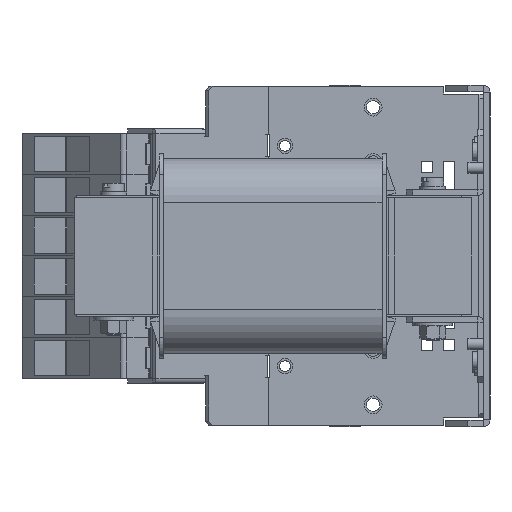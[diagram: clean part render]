
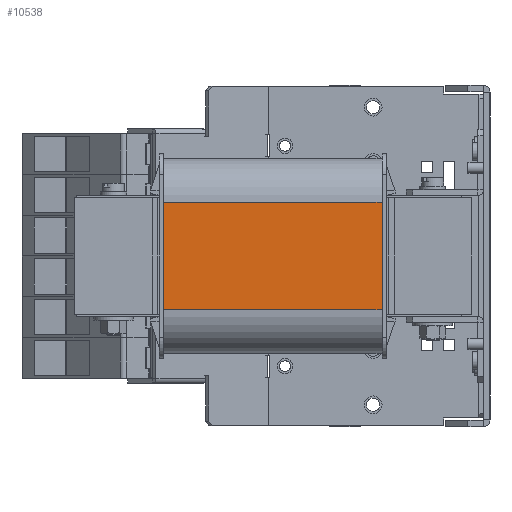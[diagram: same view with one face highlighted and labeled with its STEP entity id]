
A CAD part, left-side view. The second image highlights one B-rep face of the part: STEP entity #10538.
In plain terms, the highlighted planar face has unit normal (-1, 0, 0).
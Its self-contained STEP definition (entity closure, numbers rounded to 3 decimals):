
#2852 = DIRECTION ( 'NONE',  ( 0., 0., 1. ) ) ;
#3301 = VERTEX_POINT ( 'NONE', #7647 ) ;
#7070 = CARTESIAN_POINT ( 'NONE',  ( -34.85, 99.2, 44.3 ) ) ;
#7647 = CARTESIAN_POINT ( 'NONE',  ( -34.85, 0., -24.3 ) ) ;
#7736 = CARTESIAN_POINT ( 'NONE',  ( -34.85, 99.2, 44.3 ) ) ;
#9192 = LINE ( 'NONE', #17948, #20109 ) ;
#10538 = ADVANCED_FACE ( 'NONE', ( #42611 ), #43880, .F. ) ;
#10800 = VERTEX_POINT ( 'NONE', #43081 ) ;
#11890 = CARTESIAN_POINT ( 'NONE',  ( -34.85, 0., 24.3 ) ) ;
#17948 = CARTESIAN_POINT ( 'NONE',  ( -34.85, 99.2, 24.3 ) ) ;
#18692 = VECTOR ( 'NONE', #52795, 1000. ) ;
#20109 = VECTOR ( 'NONE', #22044, 1000. ) ;
#22044 = DIRECTION ( 'NONE',  ( 0., 1., 0. ) ) ;
#23570 = DIRECTION ( 'NONE',  ( 0., 0., -1. ) ) ;
#24583 = LINE ( 'NONE', #47884, #44967 ) ;
#25088 = ORIENTED_EDGE ( 'NONE', *, *, #36736, .T. ) ;
#29661 = ORIENTED_EDGE ( 'NONE', *, *, #47141, .T. ) ;
#33000 = VERTEX_POINT ( 'NONE', #40531 ) ;
#36736 = EDGE_CURVE ( 'NONE', #49302, #10800, #9192, .T. ) ;
#38629 = EDGE_CURVE ( 'NONE', #33000, #3301, #50660, .T. ) ;
#39736 = VECTOR ( 'NONE', #51605, 1000. ) ;
#40531 = CARTESIAN_POINT ( 'NONE',  ( -34.85, 99.2, -24.3 ) ) ;
#42611 = FACE_OUTER_BOUND ( 'NONE', #45361, .T. ) ;
#42942 = LINE ( 'NONE', #7736, #18692 ) ;
#43081 = CARTESIAN_POINT ( 'NONE',  ( -34.85, 99.2, 24.3 ) ) ;
#43240 = ORIENTED_EDGE ( 'NONE', *, *, #48359, .F. ) ;
#43880 = PLANE ( 'NONE',  #52603 ) ;
#44967 = VECTOR ( 'NONE', #2852, 1000. ) ;
#45361 = EDGE_LOOP ( 'NONE', ( #43240, #49594, #29661, #25088 ) ) ;
#47141 = EDGE_CURVE ( 'NONE', #3301, #49302, #24583, .T. ) ;
#47481 = CARTESIAN_POINT ( 'NONE',  ( -34.85, 99.2, -24.3 ) ) ;
#47884 = CARTESIAN_POINT ( 'NONE',  ( -34.85, 0., 44.3 ) ) ;
#48027 = DIRECTION ( 'NONE',  ( 1., 0., 0. ) ) ;
#48359 = EDGE_CURVE ( 'NONE', #33000, #10800, #42942, .T. ) ;
#49302 = VERTEX_POINT ( 'NONE', #11890 ) ;
#49594 = ORIENTED_EDGE ( 'NONE', *, *, #38629, .T. ) ;
#50660 = LINE ( 'NONE', #47481, #39736 ) ;
#51605 = DIRECTION ( 'NONE',  ( 0., -1., 0. ) ) ;
#52603 = AXIS2_PLACEMENT_3D ( 'NONE', #7070, #48027, #23570 ) ;
#52795 = DIRECTION ( 'NONE',  ( 0., 0., 1. ) ) ;
